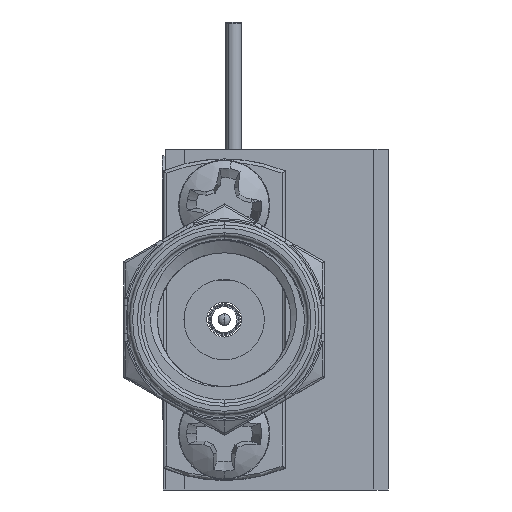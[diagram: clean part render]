
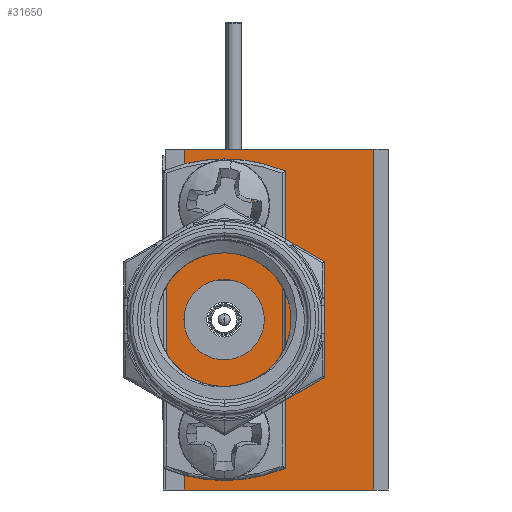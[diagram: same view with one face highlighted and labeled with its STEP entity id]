
A CAD part, left-side view. The second image highlights one B-rep face of the part: STEP entity #31650.
In plain terms, the highlighted planar face has unit normal (-1, 0, 0).
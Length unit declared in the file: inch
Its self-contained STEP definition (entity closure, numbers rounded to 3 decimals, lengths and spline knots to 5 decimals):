
#367 = CARTESIAN_POINT ( 'NONE',  ( -0.345, 0.033, 0.14 ) ) ;
#591 = CARTESIAN_POINT ( 'NONE',  ( -0.345, 0., -0.265 ) ) ;
#700 = DIRECTION ( 'NONE',  ( 0., 0., 1. ) ) ;
#754 = EDGE_LOOP ( 'NONE', ( #32462, #37466 ) ) ;
#1427 = ORIENTED_EDGE ( 'NONE', *, *, #14101, .F. ) ;
#1579 = DIRECTION ( 'NONE',  ( 0., 0., 1. ) ) ;
#1638 = ORIENTED_EDGE ( 'NONE', *, *, #36052, .T. ) ;
#2043 = VECTOR ( 'NONE', #35447, 39.37008 ) ;
#2793 = CARTESIAN_POINT ( 'NONE',  ( -0.345, -0.062, -0.1345 ) ) ;
#2864 = CIRCLE ( 'NONE', #16750, 0.043 ) ;
#3032 = VERTEX_POINT ( 'NONE', #32573 ) ;
#3446 = AXIS2_PLACEMENT_3D ( 'NONE', #10096, #24843, #39513 ) ;
#3657 = ORIENTED_EDGE ( 'NONE', *, *, #34238, .F. ) ;
#3683 = EDGE_CURVE ( 'NONE', #26906, #26999, #4927, .T. ) ;
#4237 = DIRECTION ( 'NONE',  ( -1., 0., 0. ) ) ;
#4927 = LINE ( 'NONE', #16043, #25324 ) ;
#5794 = CARTESIAN_POINT ( 'NONE',  ( -0.345, 0., -0.265 ) ) ;
#6425 = CARTESIAN_POINT ( 'NONE',  ( -0.345, -0.062, 0. ) ) ;
#6733 = CARTESIAN_POINT ( 'NONE',  ( -0.345, -0.295, 0.265 ) ) ;
#6835 = ORIENTED_EDGE ( 'NONE', *, *, #19899, .F. ) ;
#6931 = LINE ( 'NONE', #32934, #7551 ) ;
#7217 = EDGE_LOOP ( 'NONE', ( #46573, #15201 ) ) ;
#7551 = VECTOR ( 'NONE', #44018, 39.37008 ) ;
#7659 = CARTESIAN_POINT ( 'NONE',  ( -0.345, 0.65511, -0.14 ) ) ;
#8106 = CIRCLE ( 'NONE', #46648, 0.0625 ) ;
#8310 = VERTEX_POINT ( 'NONE', #12112 ) ;
#8636 = CARTESIAN_POINT ( 'NONE',  ( -0.345, 0., 0.14 ) ) ;
#8842 = CARTESIAN_POINT ( 'NONE',  ( -0.345, -0.295, -0.265 ) ) ;
#9468 = EDGE_CURVE ( 'NONE', #8310, #3032, #8106, .T. ) ;
#9777 = DIRECTION ( 'NONE',  ( -1., 0., 0. ) ) ;
#10096 = CARTESIAN_POINT ( 'NONE',  ( -0.345, -0.062, -0.1775 ) ) ;
#10102 = ORIENTED_EDGE ( 'NONE', *, *, #10536, .F. ) ;
#10122 = LINE ( 'NONE', #35211, #2043 ) ;
#10486 = ORIENTED_EDGE ( 'NONE', *, *, #38114, .F. ) ;
#10536 = EDGE_CURVE ( 'NONE', #11925, #37557, #15343, .T. ) ;
#10864 = AXIS2_PLACEMENT_3D ( 'NONE', #37518, #4237, #29575 ) ;
#11520 = CARTESIAN_POINT ( 'NONE',  ( -0.345, -0.062, 0. ) ) ;
#11925 = VERTEX_POINT ( 'NONE', #5794 ) ;
#12112 = CARTESIAN_POINT ( 'NONE',  ( -0.345, -0.062, -0.0625 ) ) ;
#13360 = CARTESIAN_POINT ( 'NONE',  ( -0.345, -0.062, 0.1775 ) ) ;
#13532 = ORIENTED_EDGE ( 'NONE', *, *, #3683, .F. ) ;
#14101 = EDGE_CURVE ( 'NONE', #29835, #20380, #33989, .T. ) ;
#14276 = EDGE_CURVE ( 'NONE', #40815, #24730, #2864, .T. ) ;
#14287 = EDGE_CURVE ( 'NONE', #3032, #8310, #37510, .T. ) ;
#14359 = CARTESIAN_POINT ( 'NONE',  ( -0.345, 0.65511, 0.14 ) ) ;
#15119 = CARTESIAN_POINT ( 'NONE',  ( -0.345, 0.033, -0.14 ) ) ;
#15201 = ORIENTED_EDGE ( 'NONE', *, *, #9468, .F. ) ;
#15343 = LINE ( 'NONE', #591, #21336 ) ;
#15718 = AXIS2_PLACEMENT_3D ( 'NONE', #16225, #30930, #45152 ) ;
#15833 = DIRECTION ( 'NONE',  ( 0., 1., 0. ) ) ;
#15953 = AXIS2_PLACEMENT_3D ( 'NONE', #6425, #9777, #46196 ) ;
#16043 = CARTESIAN_POINT ( 'NONE',  ( -0.345, 0., -0.265 ) ) ;
#16225 = CARTESIAN_POINT ( 'NONE',  ( -0.345, -0.295, -0.265 ) ) ;
#16307 = CARTESIAN_POINT ( 'NONE',  ( -0.345, -0.295, 0.265 ) ) ;
#16750 = AXIS2_PLACEMENT_3D ( 'NONE', #17280, #42819, #39432 ) ;
#17280 = CARTESIAN_POINT ( 'NONE',  ( -0.345, -0.062, -0.1775 ) ) ;
#19899 = EDGE_CURVE ( 'NONE', #30462, #11925, #10122, .T. ) ;
#20380 = VERTEX_POINT ( 'NONE', #27152 ) ;
#20449 = CIRCLE ( 'NONE', #3446, 0.043 ) ;
#21336 = VECTOR ( 'NONE', #26207, 39.37008 ) ;
#21339 = DIRECTION ( 'NONE',  ( 0., 0., 1. ) ) ;
#22709 = LINE ( 'NONE', #41238, #33555 ) ;
#22809 = VECTOR ( 'NONE', #32894, 39.37008 ) ;
#23007 = PLANE ( 'NONE',  #15718 ) ;
#23323 = LINE ( 'NONE', #7659, #34605 ) ;
#23342 = CARTESIAN_POINT ( 'NONE',  ( -0.345, -0.062, -0.2205 ) ) ;
#23743 = ORIENTED_EDGE ( 'NONE', *, *, #41498, .T. ) ;
#24371 = EDGE_CURVE ( 'NONE', #24730, #40815, #20449, .T. ) ;
#24730 = VERTEX_POINT ( 'NONE', #23342 ) ;
#24843 = DIRECTION ( 'NONE',  ( -1., 0., 0. ) ) ;
#25324 = VECTOR ( 'NONE', #34135, 39.37008 ) ;
#26207 = DIRECTION ( 'NONE',  ( 0., 0., 1. ) ) ;
#26906 = VERTEX_POINT ( 'NONE', #8636 ) ;
#26917 = LINE ( 'NONE', #16307, #47321 ) ;
#26999 = VERTEX_POINT ( 'NONE', #35394 ) ;
#27086 = FACE_BOUND ( 'NONE', #754, .T. ) ;
#27152 = CARTESIAN_POINT ( 'NONE',  ( -0.345, -0.062, 0.1345 ) ) ;
#29575 = DIRECTION ( 'NONE',  ( 0., 0., 1. ) ) ;
#29635 = AXIS2_PLACEMENT_3D ( 'NONE', #13360, #31429, #21339 ) ;
#29835 = VERTEX_POINT ( 'NONE', #47543 ) ;
#30462 = VERTEX_POINT ( 'NONE', #8842 ) ;
#30688 = FACE_OUTER_BOUND ( 'NONE', #37629, .T. ) ;
#30930 = DIRECTION ( 'NONE',  ( -1., 0., 0. ) ) ;
#31429 = DIRECTION ( 'NONE',  ( -1., 0., 0. ) ) ;
#31650 = ADVANCED_FACE ( 'NONE', ( #27086, #33604, #34335, #30688 ), #23007, .T. ) ;
#32462 = ORIENTED_EDGE ( 'NONE', *, *, #14276, .F. ) ;
#32573 = CARTESIAN_POINT ( 'NONE',  ( -0.345, -0.062, 0.0625 ) ) ;
#32894 = DIRECTION ( 'NONE',  ( 0., -1., 0. ) ) ;
#32934 = CARTESIAN_POINT ( 'NONE',  ( -0.345, 0.033, -0.14 ) ) ;
#33555 = VECTOR ( 'NONE', #700, 39.37008 ) ;
#33604 = FACE_BOUND ( 'NONE', #36991, .T. ) ;
#33989 = CIRCLE ( 'NONE', #10864, 0.043 ) ;
#34135 = DIRECTION ( 'NONE',  ( 0., 0., 1. ) ) ;
#34238 = EDGE_CURVE ( 'NONE', #20380, #29835, #41194, .T. ) ;
#34335 = FACE_BOUND ( 'NONE', #7217, .T. ) ;
#34494 = ORIENTED_EDGE ( 'NONE', *, *, #37657, .T. ) ;
#34605 = VECTOR ( 'NONE', #41398, 39.37008 ) ;
#35211 = CARTESIAN_POINT ( 'NONE',  ( -0.345, -0.295, -0.265 ) ) ;
#35394 = CARTESIAN_POINT ( 'NONE',  ( -0.345, 0., 0.265 ) ) ;
#35447 = DIRECTION ( 'NONE',  ( 0., 1., 0. ) ) ;
#36052 = EDGE_CURVE ( 'NONE', #38813, #47007, #6931, .T. ) ;
#36991 = EDGE_LOOP ( 'NONE', ( #1427, #3657 ) ) ;
#37466 = ORIENTED_EDGE ( 'NONE', *, *, #24371, .F. ) ;
#37510 = CIRCLE ( 'NONE', #15953, 0.0625 ) ;
#37518 = CARTESIAN_POINT ( 'NONE',  ( -0.345, -0.062, 0.1775 ) ) ;
#37557 = VERTEX_POINT ( 'NONE', #45391 ) ;
#37629 = EDGE_LOOP ( 'NONE', ( #10102, #6835, #34494, #41174, #13532, #10486, #1638, #23743 ) ) ;
#37657 = EDGE_CURVE ( 'NONE', #30462, #46946, #22709, .T. ) ;
#38114 = EDGE_CURVE ( 'NONE', #38813, #26906, #43514, .T. ) ;
#38813 = VERTEX_POINT ( 'NONE', #367 ) ;
#39432 = DIRECTION ( 'NONE',  ( 0., 0., 1. ) ) ;
#39513 = DIRECTION ( 'NONE',  ( 0., 0., 1. ) ) ;
#40815 = VERTEX_POINT ( 'NONE', #2793 ) ;
#41174 = ORIENTED_EDGE ( 'NONE', *, *, #46136, .T. ) ;
#41194 = CIRCLE ( 'NONE', #29635, 0.043 ) ;
#41238 = CARTESIAN_POINT ( 'NONE',  ( -0.345, -0.295, -0.265 ) ) ;
#41398 = DIRECTION ( 'NONE',  ( 0., -1., 0. ) ) ;
#41498 = EDGE_CURVE ( 'NONE', #47007, #37557, #23323, .T. ) ;
#42358 = DIRECTION ( 'NONE',  ( -1., 0., 0. ) ) ;
#42819 = DIRECTION ( 'NONE',  ( -1., 0., 0. ) ) ;
#43514 = LINE ( 'NONE', #14359, #22809 ) ;
#44018 = DIRECTION ( 'NONE',  ( 0., 0., -1. ) ) ;
#45152 = DIRECTION ( 'NONE',  ( 0., 0., 1. ) ) ;
#45391 = CARTESIAN_POINT ( 'NONE',  ( -0.345, 0., -0.14 ) ) ;
#46136 = EDGE_CURVE ( 'NONE', #46946, #26999, #26917, .T. ) ;
#46196 = DIRECTION ( 'NONE',  ( 0., 0., 1. ) ) ;
#46573 = ORIENTED_EDGE ( 'NONE', *, *, #14287, .F. ) ;
#46648 = AXIS2_PLACEMENT_3D ( 'NONE', #11520, #42358, #1579 ) ;
#46946 = VERTEX_POINT ( 'NONE', #6733 ) ;
#47007 = VERTEX_POINT ( 'NONE', #15119 ) ;
#47321 = VECTOR ( 'NONE', #15833, 39.37008 ) ;
#47543 = CARTESIAN_POINT ( 'NONE',  ( -0.345, -0.062, 0.2205 ) ) ;
